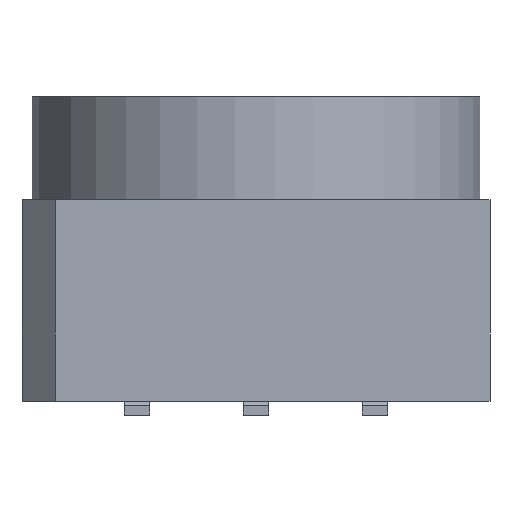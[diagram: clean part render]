
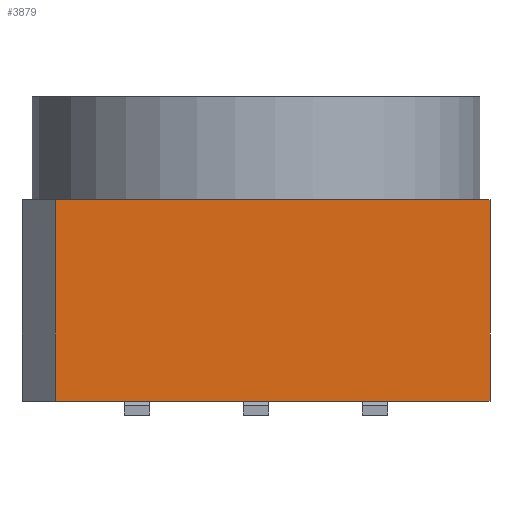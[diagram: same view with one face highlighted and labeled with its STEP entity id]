
A CAD part, left-side view. The second image highlights one B-rep face of the part: STEP entity #3879.
In plain terms, the highlighted planar face has unit normal (-1, 0, 0).
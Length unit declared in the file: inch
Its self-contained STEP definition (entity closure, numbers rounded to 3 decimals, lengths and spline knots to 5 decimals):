
#1826=CARTESIAN_POINT('',(-0.19685,0.16901,-0.10925));
#1827=VERTEX_POINT('',#1826);
#1852=CARTESIAN_POINT('',(-0.19685,-0.19685,-0.10925));
#1853=VERTEX_POINT('',#1852);
#1860=CARTESIAN_POINT('',(-0.19685,0.16901,-0.10925));
#1861=DIRECTION('',(0.0,-1.0,0.0));
#1862=VECTOR('',#1861,0.36586);
#1863=LINE('',#1860,#1862);
#1864=EDGE_CURVE('',#1827,#1853,#1863,.T.);
#3763=CARTESIAN_POINT('',(-0.19685,0.16901,0.06004));
#3764=VERTEX_POINT('',#3763);
#3765=CARTESIAN_POINT('',(-0.19685,0.16901,0.06004));
#3766=DIRECTION('',(0.0,0.0,-1.0));
#3767=VECTOR('',#3766,0.16929);
#3768=LINE('',#3765,#3767);
#3769=EDGE_CURVE('',#3764,#1827,#3768,.T.);
#3795=CARTESIAN_POINT('',(-0.19685,-0.19685,0.06004));
#3796=VERTEX_POINT('',#3795);
#3797=CARTESIAN_POINT('',(-0.19685,-0.19685,0.06004));
#3798=DIRECTION('',(0.0,1.0,0.0));
#3799=VECTOR('',#3798,0.36586);
#3800=LINE('',#3797,#3799);
#3801=EDGE_CURVE('',#3796,#3764,#3800,.T.);
#3863=CARTESIAN_POINT('',(-0.19685,-0.21514,-0.11772));
#3864=DIRECTION('',(-1.0,0.0,0.0));
#3865=DIRECTION('',(0.0,0.0,1.0));
#3866=AXIS2_PLACEMENT_3D('',#3863,#3864,#3865);
#3867=PLANE('',#3866);
#3868=ORIENTED_EDGE('',*,*,#3769,.T.);
#3869=ORIENTED_EDGE('',*,*,#1864,.T.);
#3870=CARTESIAN_POINT('',(-0.19685,-0.19685,0.06004));
#3871=DIRECTION('',(0.0,0.0,-1.0));
#3872=VECTOR('',#3871,0.16929);
#3873=LINE('',#3870,#3872);
#3874=EDGE_CURVE('',#3796,#1853,#3873,.T.);
#3875=ORIENTED_EDGE('',*,*,#3874,.F.);
#3876=ORIENTED_EDGE('',*,*,#3801,.T.);
#3877=EDGE_LOOP('',(#3868,#3869,#3875,#3876));
#3878=FACE_OUTER_BOUND('',#3877,.T.);
#3879=ADVANCED_FACE('',(#3878),#3867,.T.);
